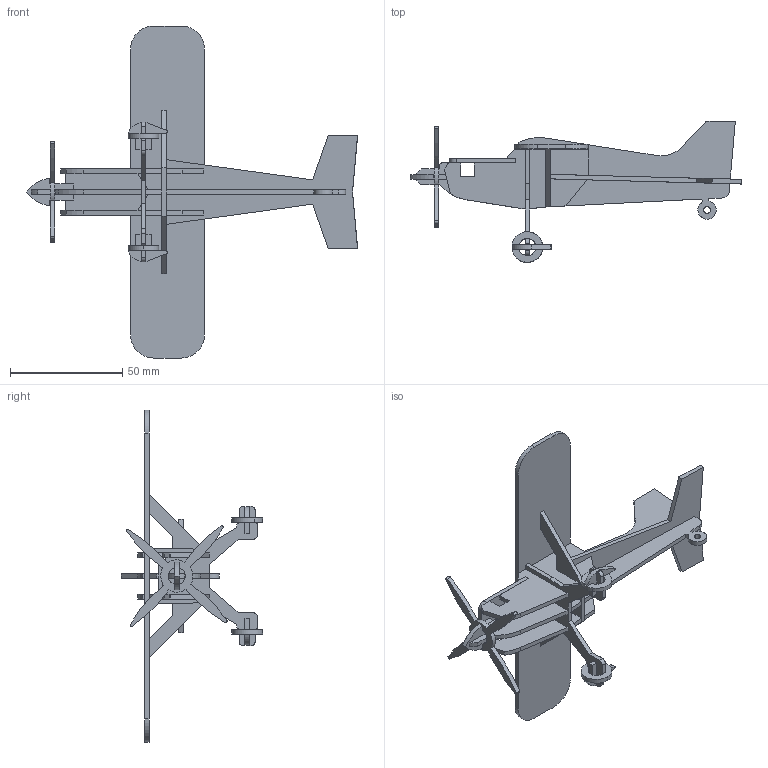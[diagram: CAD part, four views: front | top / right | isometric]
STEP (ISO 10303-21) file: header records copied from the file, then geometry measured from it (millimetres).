
FILE_DESCRIPTION(('FreeCAD Model'),'2;1');
FILE_NAME('Open CASCADE Shape Model','2025-04-27T11:39:56',('FreeCAD'),( 'FreeCAD'),'Open CASCADE STEP processor 7.6','FreeCAD','Unknown');
FILE_SCHEMA(('AUTOMOTIVE_DESIGN { 1 0 10303 214 1 1 1 1 }'));
Length unit declared in the file: millimetre
Products named in the file (1): Open CASCADE STEP translator 7.6 1
Bounding box: 147.72 x 62.89 x 148.06 mm (x, y, z)
Volume: 31545.8 mm3; surface area: 37680.9 mm2
Topology: 14 solids, 14 shells, 344 faces, 948 edges, 632 vertices
Faces by surface type: bspline 344
Entity records: 10012 total; most frequent: CARTESIAN_POINT 4393, ORIENTED_EDGE 1896, EDGE_CURVE 948, B_SPLINE_CURVE_WITH_KNOTS 788, VERTEX_POINT 632, FACE_BOUND 352, EDGE_LOOP 352, ADVANCED_FACE 344
